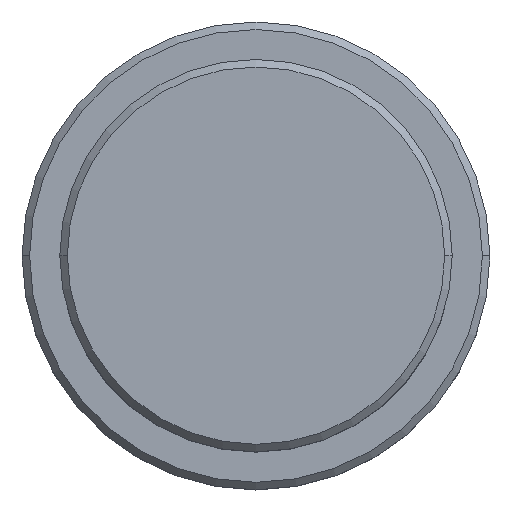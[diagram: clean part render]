
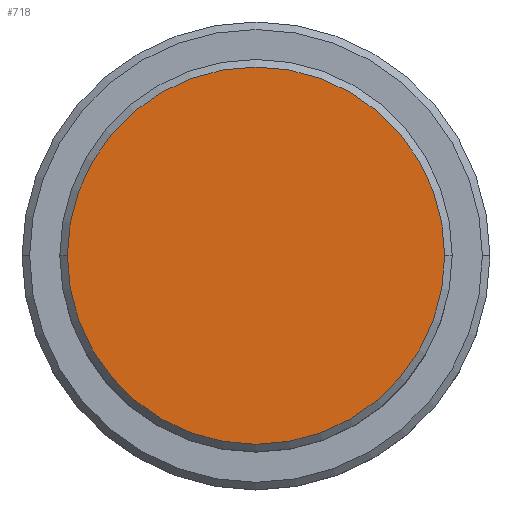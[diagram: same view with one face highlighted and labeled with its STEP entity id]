
A CAD part, top view. The second image highlights one B-rep face of the part: STEP entity #718.
In plain terms, the highlighted planar face has unit normal (0, 0, 1).
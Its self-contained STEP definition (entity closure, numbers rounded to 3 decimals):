
#46 = AXIS2_PLACEMENT_3D ( 'NONE', #133, #456, #794 ) ;
#112 = FACE_OUTER_BOUND ( 'NONE', #915, .T. ) ;
#133 = CARTESIAN_POINT ( 'NONE',  ( 0., 0., 0. ) ) ;
#327 = EDGE_CURVE ( 'NONE', #508, #474, #553, .T. ) ;
#359 = CARTESIAN_POINT ( 'NONE',  ( -12.5, 0., 0. ) ) ;
#456 = DIRECTION ( 'NONE',  ( 0., 0., 1. ) ) ;
#474 = VERTEX_POINT ( 'NONE', #1121 ) ;
#508 = VERTEX_POINT ( 'NONE', #359 ) ;
#547 = DIRECTION ( 'NONE',  ( 0., 0., 1. ) ) ;
#553 = CIRCLE ( 'NONE', #46, 12.5 ) ;
#556 = CARTESIAN_POINT ( 'NONE',  ( 0., 0., 0. ) ) ;
#624 = EDGE_CURVE ( 'NONE', #474, #508, #1095, .T. ) ;
#630 = CARTESIAN_POINT ( 'NONE',  ( 0., 0., 0. ) ) ;
#651 = ORIENTED_EDGE ( 'NONE', *, *, #327, .T. ) ;
#718 = ADVANCED_FACE ( 'NONE', ( #112 ), #1077, .T. ) ;
#794 = DIRECTION ( 'NONE',  ( 1., 0., 0. ) ) ;
#875 = AXIS2_PLACEMENT_3D ( 'NONE', #630, #1045, #932 ) ;
#895 = AXIS2_PLACEMENT_3D ( 'NONE', #556, #547, #1174 ) ;
#915 = EDGE_LOOP ( 'NONE', ( #651, #1146 ) ) ;
#932 = DIRECTION ( 'NONE',  ( 1., 0., 0. ) ) ;
#1045 = DIRECTION ( 'NONE',  ( 0., 0., 1. ) ) ;
#1077 = PLANE ( 'NONE',  #895 ) ;
#1095 = CIRCLE ( 'NONE', #875, 12.5 ) ;
#1121 = CARTESIAN_POINT ( 'NONE',  ( 12.5, 0., 0. ) ) ;
#1146 = ORIENTED_EDGE ( 'NONE', *, *, #624, .T. ) ;
#1174 = DIRECTION ( 'NONE',  ( 1., 0., 0. ) ) ;
